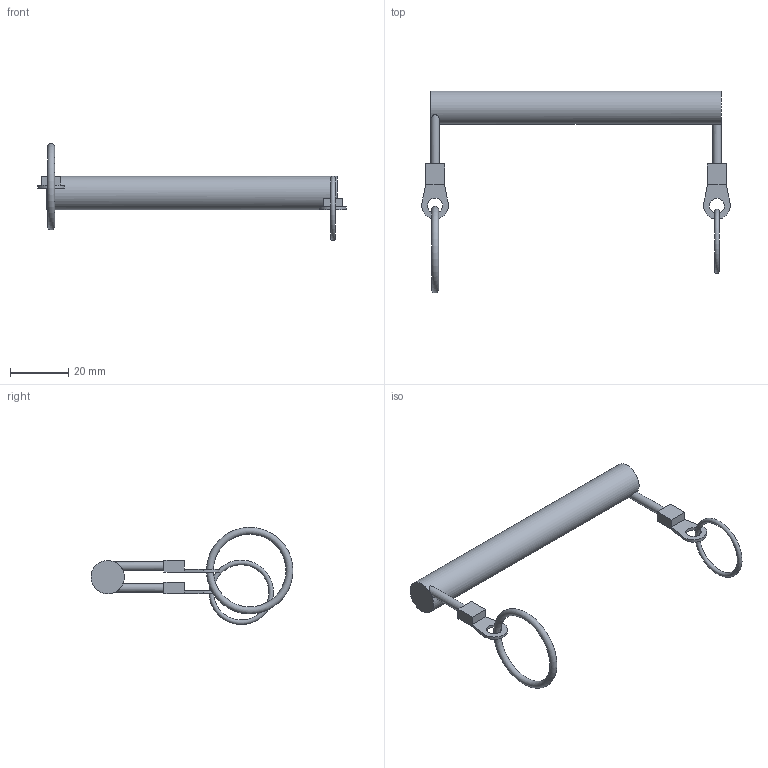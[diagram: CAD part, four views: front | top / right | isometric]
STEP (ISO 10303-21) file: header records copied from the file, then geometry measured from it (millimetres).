
FILE_DESCRIPTION( ( 'STEP AP214' ), '1' );
FILE_NAME( 'K0367.20100.stp', '2020-12-03T15:15:49', ( '' ), ( '' ), ' ', 'PARTsolutions', ' ' );
FILE_SCHEMA( ( 'AUTOMOTIVE_DESIGN { 1 0 10303 214 1 1 1 1 }' ) );
Length unit declared in the file: millimetre
Products named in the file (1): _K0367.20100
Bounding box: 106.2 x 69.5 x 33.45 mm (x, y, z)
Volume: 11625.4 mm3; surface area: 5804.7 mm2
Topology: 1 solids, 1 shells, 29 faces, 73 edges, 46 vertices
Faces by surface type: plane 20, cylinder 7, torus 2
Full cylindrical faces by diameter (mm): 3 x2, 11.5 x1
Entity records: 1154 total; most frequent: CARTESIAN_POINT 268, DIRECTION 124, ORIENTED_EDGE 124, EDGE_CURVE 62, AXIS2_PLACEMENT_3D 42, VERTEX_POINT 42, LINE 40, VECTOR 40
